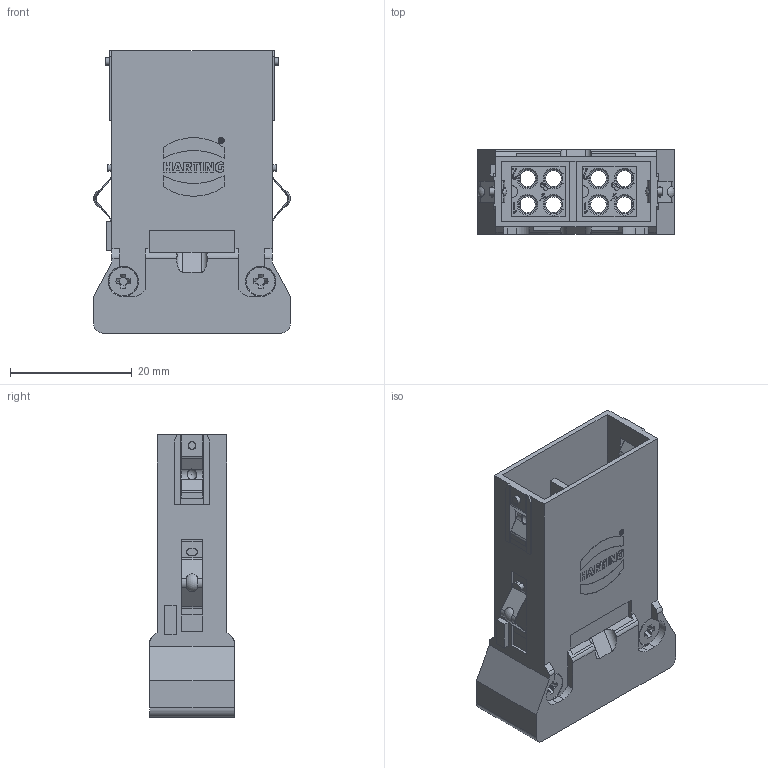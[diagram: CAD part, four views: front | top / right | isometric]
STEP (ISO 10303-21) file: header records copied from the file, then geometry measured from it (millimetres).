
FILE_DESCRIPTION(/* description */ (''),/* implementation_level */ '2;1');
FILE_NAME(/* name */ '100230096ugm000_d.stp',/* time_stamp */ '2018-04-13T15:59:17+02:00',/* author */ (''),/* organization */ (''),/* preprocessor_version */ 'ST-DEVELOPER v16',/* originating_system */ 'SIEMENS PLM Software NX 10.0',/* authorisation */ '');
FILE_SCHEMA (('AUTOMOTIVE_DESIGN { 1 0 10303 214 3 1 1 1 }'));
Length unit declared in the file: millimetre
Products named in the file (1): 100230096ugm000_d
Bounding box: 32.4 x 13.9 x 46.4 mm (x, y, z)
Volume: 8260.7 mm3; surface area: 8668.3 mm2
Topology: 1 solids, 1 shells, 612 faces, 1644 edges, 1090 vertices
Faces by surface type: plane 405, cylinder 127, cone 34, extrusion 30, sphere 12, revolution 4
Full cylindrical faces by diameter (mm): 0.671 x1, 0.984 x1, 1.25 x2, 1.3 x2, 2.6 x8, 3 x8, 3.25 x8, 3.4 x8, 3.5 x8, 5 x2
Entity records: 21863 total; most frequent: CARTESIAN_POINT 5223, ORIENTED_EDGE 3084, DIRECTION 2890, EDGE_CURVE 1542, VECTOR 1122, LINE 1092, VERTEX_POINT 1066, AXIS2_PLACEMENT_3D 882
